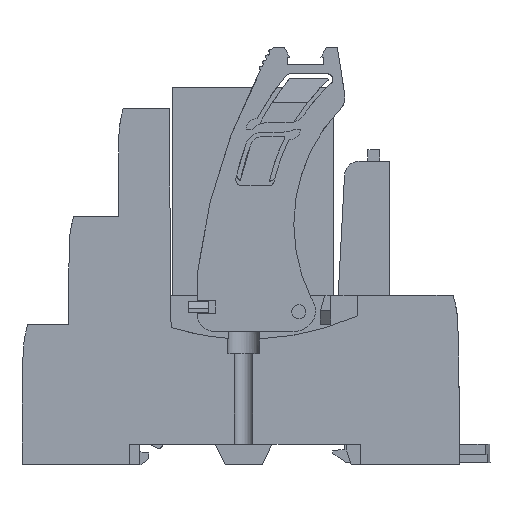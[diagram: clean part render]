
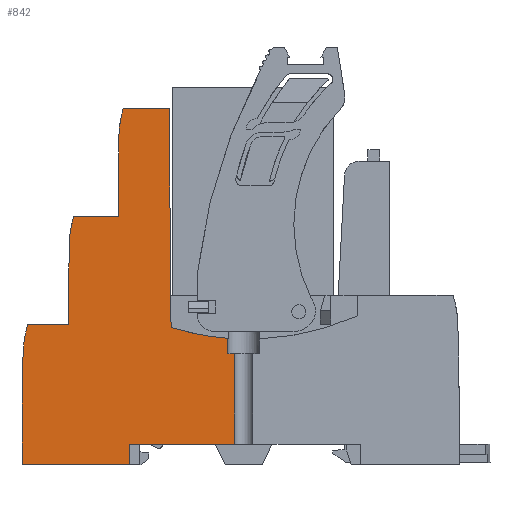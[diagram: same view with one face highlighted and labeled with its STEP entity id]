
A CAD part, left-side view. The second image highlights one B-rep face of the part: STEP entity #842.
In plain terms, the highlighted planar face has unit normal (-1, 0, 0).
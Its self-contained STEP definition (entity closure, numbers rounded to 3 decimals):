
#725=AXIS2_PLACEMENT_3D('Plane Axis2P3D',#722,#723,#724) ;
#750=AXIS2_PLACEMENT_3D('Circle Axis2P3D',#748,#749,$) ;
#757=AXIS2_PLACEMENT_3D('Circle Axis2P3D',#755,#756,$) ;
#771=AXIS2_PLACEMENT_3D('Circle Axis2P3D',#769,#770,$) ;
#778=AXIS2_PLACEMENT_3D('Circle Axis2P3D',#776,#777,$) ;
#792=AXIS2_PLACEMENT_3D('Circle Axis2P3D',#790,#791,$) ;
#799=AXIS2_PLACEMENT_3D('Circle Axis2P3D',#797,#798,$) ;
#36=CARTESIAN_POINT('Line Origine',(0.,54.895,42.243)) ;
#40=CARTESIAN_POINT('Vertex',(0.,55.059,61.)) ;
#42=CARTESIAN_POINT('Vertex',(0.,54.731,23.485)) ;
#122=CARTESIAN_POINT('Vertex',(0.,62.929,61.)) ;
#125=CARTESIAN_POINT('Line Origine',(0.,58.994,61.)) ;
#696=CARTESIAN_POINT('Vertex',(0.,44.994,21.639)) ;
#708=CARTESIAN_POINT('Control Point',(0.,54.731,23.485)) ;
#709=CARTESIAN_POINT('Control Point',(0.,51.566,22.518)) ;
#710=CARTESIAN_POINT('Control Point',(0.,48.294,21.898)) ;
#711=CARTESIAN_POINT('Control Point',(0.,44.994,21.639)) ;
#722=CARTESIAN_POINT('Axis2P3D Location',(0.,-919.721,0.)) ;
#727=CARTESIAN_POINT('Line Origine',(0.,43.857,11.25)) ;
#731=CARTESIAN_POINT('Vertex',(0.,43.857,19.)) ;
#733=CARTESIAN_POINT('Vertex',(0.,43.857,3.5)) ;
#736=CARTESIAN_POINT('Line Origine',(0.,44.425,19.)) ;
#740=CARTESIAN_POINT('Vertex',(0.,44.994,19.)) ;
#743=CARTESIAN_POINT('Line Origine',(0.,44.994,20.32)) ;
#748=CARTESIAN_POINT('Axis2P3D Location',(0.,45.19,55.75)) ;
#752=CARTESIAN_POINT('Vertex',(0.,63.688,56.)) ;
#755=CARTESIAN_POINT('Axis2P3D Location',(0.,-936.222,42.5)) ;
#759=CARTESIAN_POINT('Vertex',(0.,63.779,42.5)) ;
#762=CARTESIAN_POINT('Line Origine',(0.,67.604,42.5)) ;
#766=CARTESIAN_POINT('Vertex',(0.,71.429,42.5)) ;
#769=CARTESIAN_POINT('Axis2P3D Location',(0.,53.69,37.25)) ;
#773=CARTESIAN_POINT('Vertex',(0.,72.188,37.5)) ;
#776=CARTESIAN_POINT('Axis2P3D Location',(0.,-927.722,24.)) ;
#780=CARTESIAN_POINT('Vertex',(0.,72.279,24.)) ;
#783=CARTESIAN_POINT('Line Origine',(0.,75.795,24.)) ;
#787=CARTESIAN_POINT('Vertex',(0.,79.311,24.)) ;
#790=CARTESIAN_POINT('Axis2P3D Location',(0.,61.602,18.648)) ;
#794=CARTESIAN_POINT('Vertex',(0.,80.099,19.)) ;
#797=CARTESIAN_POINT('Axis2P3D Location',(0.,-919.721,0.)) ;
#801=CARTESIAN_POINT('Vertex',(0.,80.279,0.)) ;
#804=CARTESIAN_POINT('Line Origine',(0.,71.079,0.)) ;
#808=CARTESIAN_POINT('Vertex',(0.,61.879,0.)) ;
#811=CARTESIAN_POINT('Line Origine',(0.,61.879,1.75)) ;
#815=CARTESIAN_POINT('Vertex',(0.,61.879,3.5)) ;
#818=CARTESIAN_POINT('Line Origine',(0.,52.868,3.5)) ;
#37=DIRECTION('Vector Direction',(0.,-0.009,-1.)) ;
#126=DIRECTION('Vector Direction',(0.,1.,0.)) ;
#723=DIRECTION('Axis2P3D Direction',(1.,-0.,0.)) ;
#724=DIRECTION('Axis2P3D XDirection',(0.,1.,0.)) ;
#728=DIRECTION('Vector Direction',(0.,0.,-1.)) ;
#737=DIRECTION('Vector Direction',(0.,1.,0.)) ;
#744=DIRECTION('Vector Direction',(0.,0.,1.)) ;
#749=DIRECTION('Axis2P3D Direction',(1.,-0.,0.)) ;
#756=DIRECTION('Axis2P3D Direction',(1.,-0.,0.)) ;
#763=DIRECTION('Vector Direction',(0.,-1.,0.)) ;
#770=DIRECTION('Axis2P3D Direction',(1.,-0.,0.)) ;
#777=DIRECTION('Axis2P3D Direction',(1.,-0.,0.)) ;
#784=DIRECTION('Vector Direction',(0.,-1.,0.)) ;
#791=DIRECTION('Axis2P3D Direction',(1.,-0.,0.)) ;
#798=DIRECTION('Axis2P3D Direction',(1.,-0.,0.)) ;
#805=DIRECTION('Vector Direction',(0.,-1.,0.)) ;
#812=DIRECTION('Vector Direction',(0.,0.,1.)) ;
#819=DIRECTION('Vector Direction',(0.,1.,0.)) ;
#38=VECTOR('Line Direction',#37,1.) ;
#127=VECTOR('Line Direction',#126,1.) ;
#729=VECTOR('Line Direction',#728,1.) ;
#738=VECTOR('Line Direction',#737,1.) ;
#745=VECTOR('Line Direction',#744,1.) ;
#764=VECTOR('Line Direction',#763,1.) ;
#785=VECTOR('Line Direction',#784,1.) ;
#806=VECTOR('Line Direction',#805,1.) ;
#813=VECTOR('Line Direction',#812,1.) ;
#820=VECTOR('Line Direction',#819,1.) ;
#824=ORIENTED_EDGE('',*,*,#735,.F.) ;
#825=ORIENTED_EDGE('',*,*,#742,.F.) ;
#826=ORIENTED_EDGE('',*,*,#747,.T.) ;
#827=ORIENTED_EDGE('',*,*,#712,.F.) ;
#828=ORIENTED_EDGE('',*,*,#44,.F.) ;
#829=ORIENTED_EDGE('',*,*,#129,.T.) ;
#830=ORIENTED_EDGE('',*,*,#754,.F.) ;
#831=ORIENTED_EDGE('',*,*,#761,.F.) ;
#832=ORIENTED_EDGE('',*,*,#768,.F.) ;
#833=ORIENTED_EDGE('',*,*,#775,.F.) ;
#834=ORIENTED_EDGE('',*,*,#782,.F.) ;
#835=ORIENTED_EDGE('',*,*,#789,.F.) ;
#836=ORIENTED_EDGE('',*,*,#796,.F.) ;
#837=ORIENTED_EDGE('',*,*,#803,.F.) ;
#838=ORIENTED_EDGE('',*,*,#810,.T.) ;
#839=ORIENTED_EDGE('',*,*,#817,.F.) ;
#840=ORIENTED_EDGE('',*,*,#822,.T.) ;
#842=ADVANCED_FACE('KIT',(#841),#726,.F.) ;
#707=B_SPLINE_CURVE_WITH_KNOTS('',3,(#708,#709,#710,#711),.UNSPECIFIED.,.F.,.U.,(4,4),(0.,14.044),.UNSPECIFIED.) ;
#751=CIRCLE('generated circle',#750,18.5) ;
#758=CIRCLE('generated circle',#757,1000.001) ;
#772=CIRCLE('generated circle',#771,18.5) ;
#779=CIRCLE('generated circle',#778,1000.001) ;
#793=CIRCLE('generated circle',#792,18.5) ;
#800=CIRCLE('generated circle',#799,1000.) ;
#44=EDGE_CURVE('',#41,#43,#39,.T.) ;
#129=EDGE_CURVE('',#41,#123,#128,.T.) ;
#712=EDGE_CURVE('',#43,#697,#707,.T.) ;
#735=EDGE_CURVE('',#732,#734,#730,.T.) ;
#742=EDGE_CURVE('',#741,#732,#739,.F.) ;
#747=EDGE_CURVE('',#741,#697,#746,.T.) ;
#754=EDGE_CURVE('',#753,#123,#751,.T.) ;
#761=EDGE_CURVE('',#760,#753,#758,.T.) ;
#768=EDGE_CURVE('',#767,#760,#765,.T.) ;
#775=EDGE_CURVE('',#774,#767,#772,.T.) ;
#782=EDGE_CURVE('',#781,#774,#779,.T.) ;
#789=EDGE_CURVE('',#788,#781,#786,.T.) ;
#796=EDGE_CURVE('',#795,#788,#793,.T.) ;
#803=EDGE_CURVE('',#802,#795,#800,.T.) ;
#810=EDGE_CURVE('',#802,#809,#807,.T.) ;
#817=EDGE_CURVE('',#816,#809,#814,.F.) ;
#822=EDGE_CURVE('',#816,#734,#821,.F.) ;
#823=EDGE_LOOP('',(#824,#825,#826,#827,#828,#829,#830,#831,#832,#833,#834,#835,#836,#837,#838,#839,#840)) ;
#841=FACE_OUTER_BOUND('',#823,.T.) ;
#39=LINE('Line',#36,#38) ;
#128=LINE('Line',#125,#127) ;
#730=LINE('Line',#727,#729) ;
#739=LINE('Line',#736,#738) ;
#746=LINE('Line',#743,#745) ;
#765=LINE('Line',#762,#764) ;
#786=LINE('Line',#783,#785) ;
#807=LINE('Line',#804,#806) ;
#814=LINE('Line',#811,#813) ;
#821=LINE('Line',#818,#820) ;
#726=PLANE('',#725) ;
#41=VERTEX_POINT('',#40) ;
#43=VERTEX_POINT('',#42) ;
#123=VERTEX_POINT('',#122) ;
#697=VERTEX_POINT('',#696) ;
#732=VERTEX_POINT('',#731) ;
#734=VERTEX_POINT('',#733) ;
#741=VERTEX_POINT('',#740) ;
#753=VERTEX_POINT('',#752) ;
#760=VERTEX_POINT('',#759) ;
#767=VERTEX_POINT('',#766) ;
#774=VERTEX_POINT('',#773) ;
#781=VERTEX_POINT('',#780) ;
#788=VERTEX_POINT('',#787) ;
#795=VERTEX_POINT('',#794) ;
#802=VERTEX_POINT('',#801) ;
#809=VERTEX_POINT('',#808) ;
#816=VERTEX_POINT('',#815) ;
